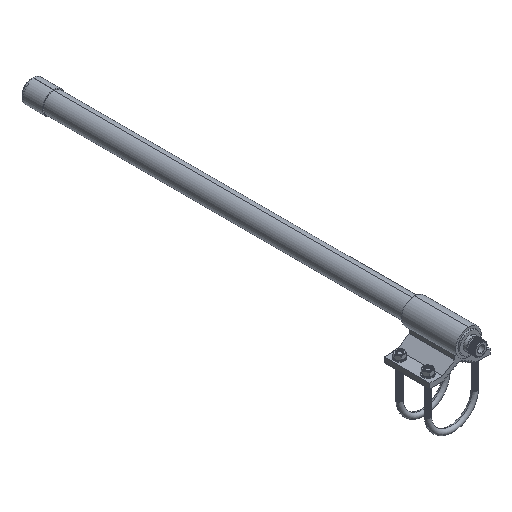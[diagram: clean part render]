
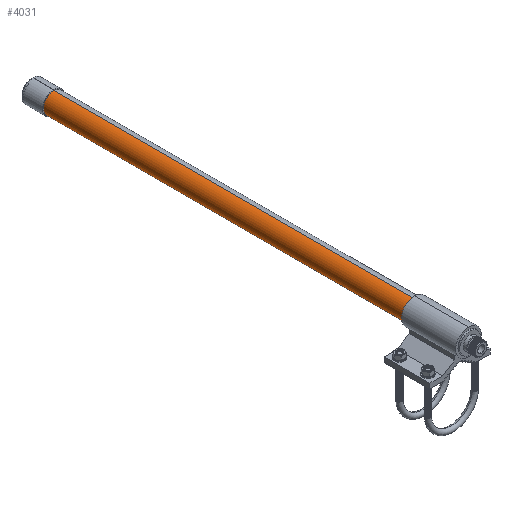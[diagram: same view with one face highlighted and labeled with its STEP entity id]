
A CAD part, isometric view. The second image highlights one B-rep face of the part: STEP entity #4031.
In plain terms, the highlighted cylindrical face has radius 12 mm (diameter 24 mm), a partial arc.
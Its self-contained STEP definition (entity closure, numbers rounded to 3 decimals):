
#108 = CARTESIAN_POINT ( 'NONE',  ( 0., 0., 0. ) ) ;
#1205 = ORIENTED_EDGE ( 'NONE', *, *, #21165, .T. ) ;
#1395 = VECTOR ( 'NONE', #20291, 1000. ) ;
#2210 = CYLINDRICAL_SURFACE ( 'NONE', #5623, 12. ) ;
#2360 = DIRECTION ( 'NONE',  ( 0., 1., 0. ) ) ;
#4031 = ADVANCED_FACE ( 'NONE', ( #23042 ), #2210, .T. ) ;
#4233 = CARTESIAN_POINT ( 'NONE',  ( 0., 505.25, 0. ) ) ;
#5009 = CIRCLE ( 'NONE', #22778, 12. ) ;
#5353 = VERTEX_POINT ( 'NONE', #6881 ) ;
#5405 = EDGE_LOOP ( 'NONE', ( #25573, #26306, #1205, #7482 ) ) ;
#5623 = AXIS2_PLACEMENT_3D ( 'NONE', #12040, #23795, #7634 ) ;
#6881 = CARTESIAN_POINT ( 'NONE',  ( 0., 0., -12. ) ) ;
#7482 = ORIENTED_EDGE ( 'NONE', *, *, #28288, .T. ) ;
#7634 = DIRECTION ( 'NONE',  ( 0., 0., -1. ) ) ;
#7778 = DIRECTION ( 'NONE',  ( 0., -1., 0. ) ) ;
#8183 = CARTESIAN_POINT ( 'NONE',  ( 0., 505.25, 12. ) ) ;
#8741 = CARTESIAN_POINT ( 'NONE',  ( 0., 505.25, -12. ) ) ;
#8851 = CARTESIAN_POINT ( 'NONE',  ( 0., 505.25, -12. ) ) ;
#8970 = VERTEX_POINT ( 'NONE', #8741 ) ;
#9777 = DIRECTION ( 'NONE',  ( 0., 0., 1. ) ) ;
#11990 = LINE ( 'NONE', #8851, #1395 ) ;
#12040 = CARTESIAN_POINT ( 'NONE',  ( 0., 505.25, 0. ) ) ;
#12064 = EDGE_CURVE ( 'NONE', #24648, #24448, #28395, .T. ) ;
#16366 = CARTESIAN_POINT ( 'NONE',  ( 0., 0., 12. ) ) ;
#16842 = CARTESIAN_POINT ( 'NONE',  ( 0., 505.25, 12. ) ) ;
#18396 = DIRECTION ( 'NONE',  ( 0., 1., 0. ) ) ;
#20291 = DIRECTION ( 'NONE',  ( 0., -1., 0. ) ) ;
#20560 = DIRECTION ( 'NONE',  ( 0., 0., 1. ) ) ;
#21165 = EDGE_CURVE ( 'NONE', #8970, #5353, #11990, .T. ) ;
#22778 = AXIS2_PLACEMENT_3D ( 'NONE', #108, #2360, #9777 ) ;
#23042 = FACE_OUTER_BOUND ( 'NONE', #5405, .T. ) ;
#23795 = DIRECTION ( 'NONE',  ( 0., -1., 0. ) ) ;
#24448 = VERTEX_POINT ( 'NONE', #16366 ) ;
#24648 = VERTEX_POINT ( 'NONE', #16842 ) ;
#25573 = ORIENTED_EDGE ( 'NONE', *, *, #12064, .F. ) ;
#26306 = ORIENTED_EDGE ( 'NONE', *, *, #30207, .F. ) ;
#26923 = VECTOR ( 'NONE', #7778, 1000. ) ;
#28053 = CIRCLE ( 'NONE', #29079, 12. ) ;
#28288 = EDGE_CURVE ( 'NONE', #5353, #24448, #5009, .T. ) ;
#28395 = LINE ( 'NONE', #8183, #26923 ) ;
#29079 = AXIS2_PLACEMENT_3D ( 'NONE', #4233, #18396, #20560 ) ;
#30207 = EDGE_CURVE ( 'NONE', #8970, #24648, #28053, .T. ) ;
